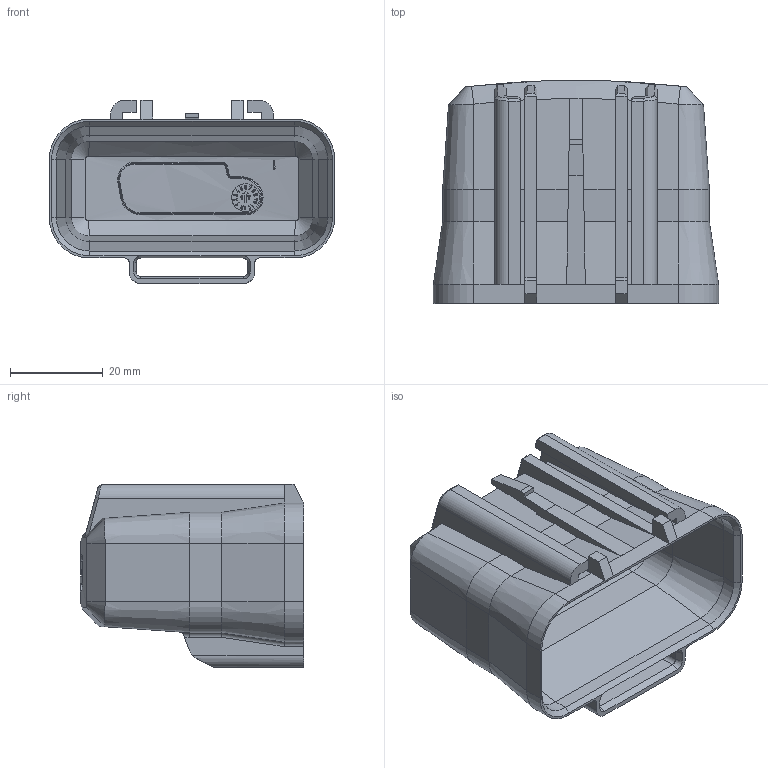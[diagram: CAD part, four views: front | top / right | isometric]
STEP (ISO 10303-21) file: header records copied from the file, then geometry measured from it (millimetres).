
FILE_DESCRIPTION((''),'2;1');
FILE_NAME('FRH-A12-C_NCF_ASM','2020-12-16T10:43:29',('jwisneski'),(''),'CREO PARAMETRIC BY PTC INC, 2017110','CREO PARAMETRIC BY PTC INC, 2017110','');
FILE_SCHEMA(('CONFIG_CONTROL_DESIGN'));
Length unit declared in the file: millimetre
Products named in the file (2): C27-1014_NCF; FRH-A12-C_NCF_ASM
Assembly tree (1 placements, depth 2):
  FRH-A12-C_NCF_ASM
    C27-1014_NCF
Bounding box: 61.4 x 48 x 39.4 mm (x, y, z)
Volume: 15293.7 mm3; surface area: 19498.9 mm2
Topology: 1 solids, 1 shells, 631 faces, 1663 edges, 1064 vertices
Faces by surface type: plane 292, extrusion 204, cylinder 71, bspline 34, cone 24, torus 6
Entity records: 21925 total; most frequent: CARTESIAN_POINT 7561, ORIENTED_EDGE 3326, DIRECTION 2159, EDGE_CURVE 1663, VECTOR 1145, VERTEX_POINT 1064, LINE 941, B_SPLINE_CURVE_WITH_KNOTS 815
